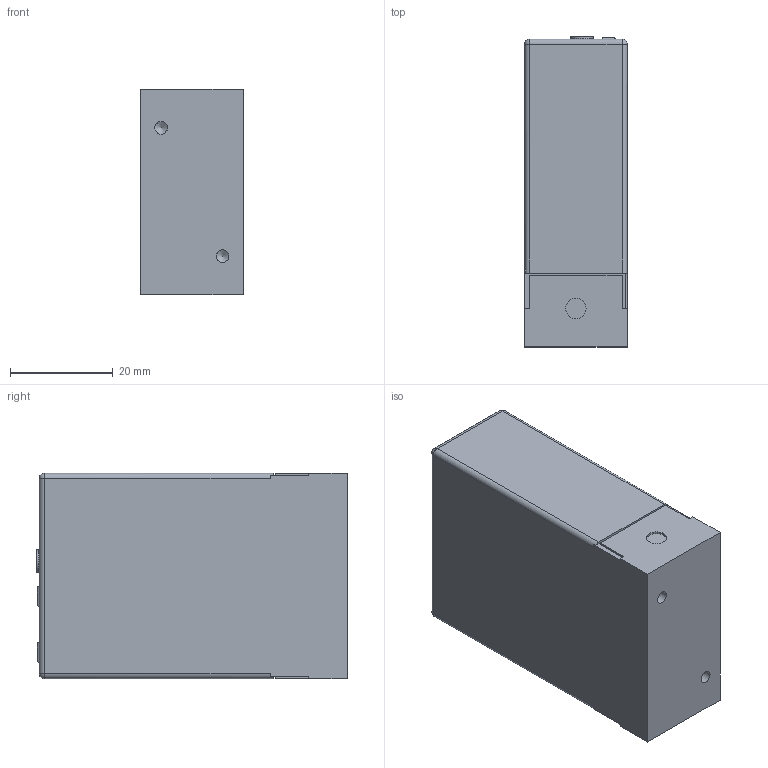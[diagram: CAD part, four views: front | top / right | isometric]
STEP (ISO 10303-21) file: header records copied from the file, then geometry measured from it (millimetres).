
FILE_DESCRIPTION(/* description */ (''),/* implementation_level */ '2;1');
FILE_NAME(/* name */ 'IQF-100C.stp',/* time_stamp */ '2018-07-05T11:15:55+02:00',/* author */ ('r-gerrits'),/* organization */ (''),/* preprocessor_version */ 'ST-DEVELOPER v16.13',/* originating_system */ 'Autodesk Inventor 2018',/* authorisation */ '');
FILE_SCHEMA (('AUTOMOTIVE_DESIGN { 1 0 10303 214 3 1 1 }'));
Length unit declared in the file: millimetre
Products named in the file (1): Part7
Bounding box: 20.05 x 60.48 x 40 mm (x, y, z)
Volume: 46089.4 mm3; surface area: 14080.3 mm2
Topology: 1 solids, 1 shells, 195 faces, 524 edges, 332 vertices
Faces by surface type: plane 114, cylinder 43, cone 22, torus 8, sphere 8
Full cylindrical faces by diameter (mm): 2.459 x2, 3.962 x2, 4.1 x1, 4.4 x2
Entity records: 6144 total; most frequent: CARTESIAN_POINT 1102, DIRECTION 1008, ORIENTED_EDGE 992, EDGE_CURVE 496, LINE 336, VECTOR 336, AXIS2_PLACEMENT_3D 336, VERTEX_POINT 326
